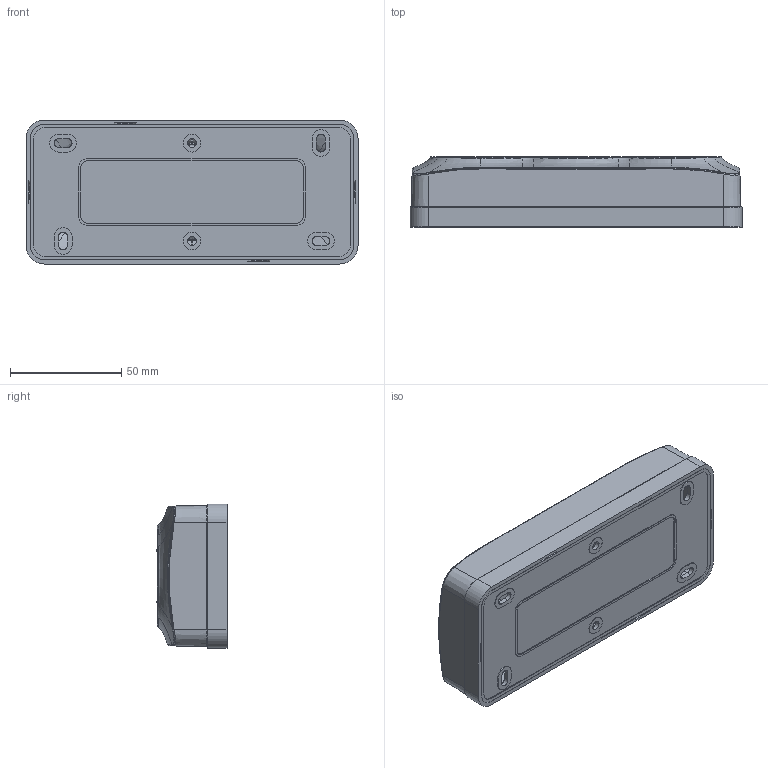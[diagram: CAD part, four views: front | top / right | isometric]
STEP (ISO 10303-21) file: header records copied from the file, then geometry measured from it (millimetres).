
FILE_DESCRIPTION (( 'STEP AP214' ), '1' );
FILE_NAME ('ERH30-K02-10(3-õ ìåñòíàÿ áåç çåìëè ñ_áåç øòîðîê).STEP', '2024-10-30T11:10:03', ( '' ), ( '' ), 'SwSTEP 2.0', 'SolidWorks 2022', '' );
FILE_SCHEMA (( 'AUTOMOTIVE_DESIGN' ));
Length unit declared in the file: millimetre
Products named in the file (3): 4WLJ-DB^73F-1 3__2______.STEP; ERH30-K02-10(3-х местная без земли с_без шторок); MB-73F-1-3W-2C1^73F-1 3__2______.STEP
Assembly tree (2 placements, depth 2):
  ERH30-K02-10(3-х местная без земли с_без шторок)
    4WLJ-DB^73F-1 3__2______.STEP
    MB-73F-1-3W-2C1^73F-1 3__2______.STEP
Bounding box: 149.4 x 31.5 x 64.8 mm (x, y, z)
Volume: 49988 mm3; surface area: 74911.4 mm2
Topology: 2 solids, 2 shells, 1184 faces, 3136 edges, 2015 vertices
Faces by surface type: plane 502, bspline 290, cone 152, cylinder 142, torus 98
Entity records: 67908 total; most frequent: CARTESIAN_POINT 40588, ORIENTED_EDGE 6272, DIRECTION 4882, EDGE_CURVE 3136, VERTEX_POINT 2015, AXIS2_PLACEMENT_3D 1765, VECTOR 1352, LINE 1352
